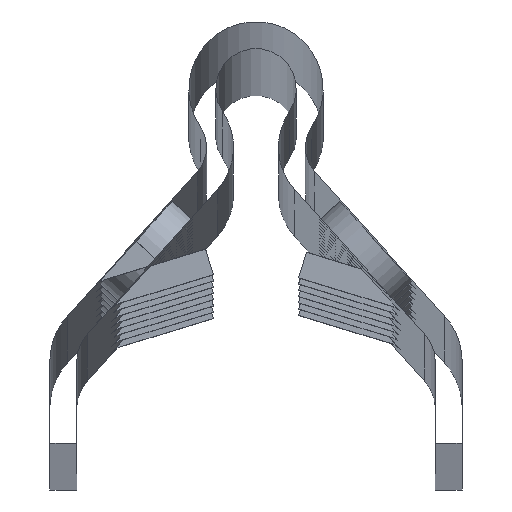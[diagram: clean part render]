
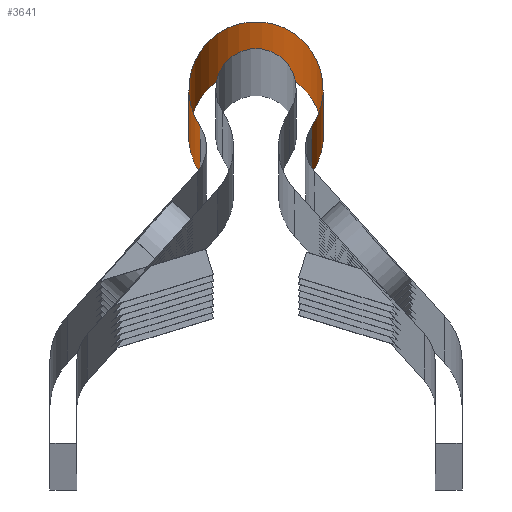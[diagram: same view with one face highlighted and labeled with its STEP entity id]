
A CAD part, top view. The second image highlights one B-rep face of the part: STEP entity #3641.
In plain terms, the highlighted cylindrical face has radius 7.5 mm (diameter 15 mm), a partial arc.
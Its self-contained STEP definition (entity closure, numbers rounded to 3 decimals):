
#356=FACE_OUTER_BOUND('',#556,.T.);
#556=EDGE_LOOP('',(#3194,#3195,#3196,#3197));
#968=LINE('',#5991,#1353);
#969=LINE('',#5997,#1354);
#1353=VECTOR('',#4938,10.);
#1354=VECTOR('',#4945,10.);
#1512=CIRCLE('',#3972,7.5);
#1513=CIRCLE('',#3973,7.5);
#1834=VERTEX_POINT('',#5988);
#1835=VERTEX_POINT('',#5990);
#1836=VERTEX_POINT('',#5994);
#1837=VERTEX_POINT('',#5996);
#2341=EDGE_CURVE('',#1835,#1834,#968,.T.);
#2343=EDGE_CURVE('',#1834,#1836,#1512,.T.);
#2344=EDGE_CURVE('',#1837,#1836,#969,.T.);
#2345=EDGE_CURVE('',#1835,#1837,#1513,.T.);
#3194=ORIENTED_EDGE('',*,*,#2343,.T.);
#3195=ORIENTED_EDGE('',*,*,#2344,.F.);
#3196=ORIENTED_EDGE('',*,*,#2345,.F.);
#3197=ORIENTED_EDGE('',*,*,#2341,.T.);
#3465=CYLINDRICAL_SURFACE('',#3971,7.5);
#3641=ADVANCED_FACE('',(#356),#3465,.T.);
#3971=AXIS2_PLACEMENT_3D('',#5993,#4941,#4942);
#3972=AXIS2_PLACEMENT_3D('',#5995,#4943,#4944);
#3973=AXIS2_PLACEMENT_3D('',#5998,#4946,#4947);
#4938=DIRECTION('',(0.,0.,1.));
#4941=DIRECTION('center_axis',(0.,0.,1.));
#4942=DIRECTION('ref_axis',(-0.827,0.562,0.));
#4943=DIRECTION('center_axis',(0.,0.,-1.));
#4944=DIRECTION('ref_axis',(-0.827,0.562,0.));
#4945=DIRECTION('',(0.,0.,1.));
#4946=DIRECTION('center_axis',(0.,0.,-1.));
#4947=DIRECTION('ref_axis',(-0.827,0.562,0.));
#5988=CARTESIAN_POINT('',(16.797,35.284,3000.));
#5990=CARTESIAN_POINT('',(16.797,35.284,0.));
#5991=CARTESIAN_POINT('',(16.797,35.284,0.));
#5993=CARTESIAN_POINT('Origin',(23.,39.5,0.));
#5994=CARTESIAN_POINT('',(29.203,35.284,3000.));
#5995=CARTESIAN_POINT('Origin',(23.,39.5,3000.));
#5996=CARTESIAN_POINT('',(29.203,35.284,0.));
#5997=CARTESIAN_POINT('',(29.203,35.284,0.));
#5998=CARTESIAN_POINT('Origin',(23.,39.5,0.));
